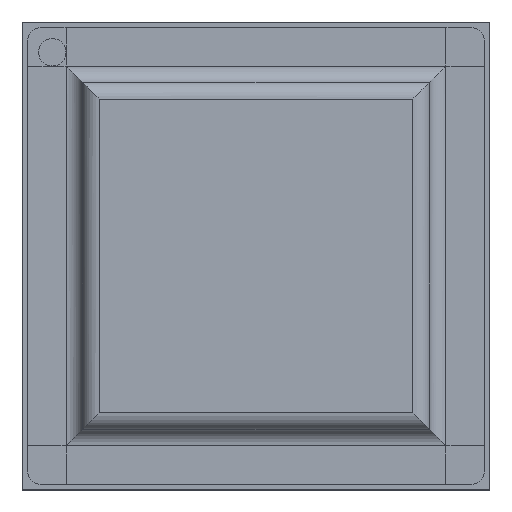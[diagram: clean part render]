
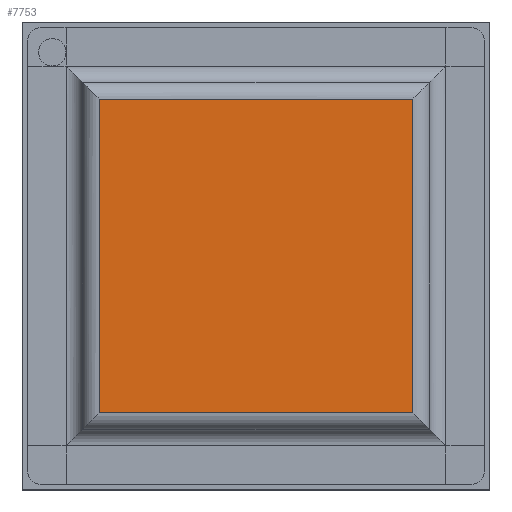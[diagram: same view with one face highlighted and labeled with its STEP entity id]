
A CAD part, top view. The second image highlights one B-rep face of the part: STEP entity #7753.
In plain terms, the highlighted planar face has unit normal (0, 0, 1).
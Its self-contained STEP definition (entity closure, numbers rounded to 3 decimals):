
#7109 = CYLINDRICAL_SURFACE('',#7110,0.623);
#7110 = AXIS2_PLACEMENT_3D('',#7111,#7112,#7113);
#7111 = CARTESIAN_POINT('',(8.3,5.7,0.787));
#7112 = DIRECTION('',(1.,0.,0.));
#7113 = DIRECTION('',(0.,1.,0.));
#7305 = CYLINDRICAL_SURFACE('',#7306,0.623);
#7306 = AXIS2_PLACEMENT_3D('',#7307,#7308,#7309);
#7307 = CARTESIAN_POINT('',(-5.7,-8.3,0.787));
#7308 = DIRECTION('',(0.,-1.,0.));
#7309 = DIRECTION('',(1.,0.,0.));
#7370 = CYLINDRICAL_SURFACE('',#7371,0.623);
#7371 = AXIS2_PLACEMENT_3D('',#7372,#7373,#7374);
#7372 = CARTESIAN_POINT('',(5.7,-8.3,0.787));
#7373 = DIRECTION('',(0.,-1.,0.));
#7374 = DIRECTION('',(1.,0.,0.));
#7388 = VERTEX_POINT('',#7389);
#7389 = CARTESIAN_POINT('',(5.7,5.7,1.41));
#7481 = VERTEX_POINT('',#7482);
#7482 = CARTESIAN_POINT('',(-5.7,5.7,1.41));
#7572 = EDGE_CURVE('',#7388,#7481,#7573,.T.);
#7573 = SURFACE_CURVE('',#7574,(#7578,#7585),.PCURVE_S1.);
#7574 = LINE('',#7575,#7576);
#7575 = CARTESIAN_POINT('',(8.3,5.7,1.41));
#7576 = VECTOR('',#7577,1.);
#7577 = DIRECTION('',(-1.,0.,0.));
#7578 = PCURVE('',#7109,#7579);
#7579 = DEFINITIONAL_REPRESENTATION('',(#7580),#7584);
#7580 = LINE('',#7581,#7582);
#7581 = CARTESIAN_POINT('',(1.571,0.));
#7582 = VECTOR('',#7583,1.);
#7583 = DIRECTION('',(0.,-1.));
#7584 = ( GEOMETRIC_REPRESENTATION_CONTEXT(2) 
PARAMETRIC_REPRESENTATION_CONTEXT() REPRESENTATION_CONTEXT('2D SPACE',''
  ) );
#7585 = PCURVE('',#7586,#7591);
#7586 = PLANE('',#7587);
#7587 = AXIS2_PLACEMENT_3D('',#7588,#7589,#7590);
#7588 = CARTESIAN_POINT('',(-8.3,8.3,1.41));
#7589 = DIRECTION('',(0.,0.,1.));
#7590 = DIRECTION('',(1.,0.,0.));
#7591 = DEFINITIONAL_REPRESENTATION('',(#7592),#7596);
#7592 = LINE('',#7593,#7594);
#7593 = CARTESIAN_POINT('',(16.6,-2.6));
#7594 = VECTOR('',#7595,1.);
#7595 = DIRECTION('',(-1.,0.));
#7596 = ( GEOMETRIC_REPRESENTATION_CONTEXT(2) 
PARAMETRIC_REPRESENTATION_CONTEXT() REPRESENTATION_CONTEXT('2D SPACE',''
  ) );
#7618 = CYLINDRICAL_SURFACE('',#7619,0.623);
#7619 = AXIS2_PLACEMENT_3D('',#7620,#7621,#7622);
#7620 = CARTESIAN_POINT('',(8.3,-5.7,0.787));
#7621 = DIRECTION('',(1.,0.,0.));
#7622 = DIRECTION('',(0.,1.,0.));
#7634 = VERTEX_POINT('',#7635);
#7635 = CARTESIAN_POINT('',(-5.7,-5.7,1.41));
#7669 = EDGE_CURVE('',#7634,#7481,#7670,.T.);
#7670 = SURFACE_CURVE('',#7671,(#7675,#7682),.PCURVE_S1.);
#7671 = LINE('',#7672,#7673);
#7672 = CARTESIAN_POINT('',(-5.7,-8.3,1.41));
#7673 = VECTOR('',#7674,1.);
#7674 = DIRECTION('',(0.,1.,0.));
#7675 = PCURVE('',#7305,#7676);
#7676 = DEFINITIONAL_REPRESENTATION('',(#7677),#7681);
#7677 = LINE('',#7678,#7679);
#7678 = CARTESIAN_POINT('',(1.571,0.));
#7679 = VECTOR('',#7680,1.);
#7680 = DIRECTION('',(0.,-1.));
#7681 = ( GEOMETRIC_REPRESENTATION_CONTEXT(2) 
PARAMETRIC_REPRESENTATION_CONTEXT() REPRESENTATION_CONTEXT('2D SPACE',''
  ) );
#7682 = PCURVE('',#7586,#7683);
#7683 = DEFINITIONAL_REPRESENTATION('',(#7684),#7688);
#7684 = LINE('',#7685,#7686);
#7685 = CARTESIAN_POINT('',(2.6,-16.6));
#7686 = VECTOR('',#7687,1.);
#7687 = DIRECTION('',(0.,1.));
#7688 = ( GEOMETRIC_REPRESENTATION_CONTEXT(2) 
PARAMETRIC_REPRESENTATION_CONTEXT() REPRESENTATION_CONTEXT('2D SPACE',''
  ) );
#7696 = VERTEX_POINT('',#7697);
#7697 = CARTESIAN_POINT('',(5.7,-5.7,1.41));
#7733 = EDGE_CURVE('',#7696,#7388,#7734,.T.);
#7734 = SURFACE_CURVE('',#7735,(#7739,#7746),.PCURVE_S1.);
#7735 = LINE('',#7736,#7737);
#7736 = CARTESIAN_POINT('',(5.7,-8.3,1.41));
#7737 = VECTOR('',#7738,1.);
#7738 = DIRECTION('',(0.,1.,0.));
#7739 = PCURVE('',#7370,#7740);
#7740 = DEFINITIONAL_REPRESENTATION('',(#7741),#7745);
#7741 = LINE('',#7742,#7743);
#7742 = CARTESIAN_POINT('',(1.571,0.));
#7743 = VECTOR('',#7744,1.);
#7744 = DIRECTION('',(0.,-1.));
#7745 = ( GEOMETRIC_REPRESENTATION_CONTEXT(2) 
PARAMETRIC_REPRESENTATION_CONTEXT() REPRESENTATION_CONTEXT('2D SPACE',''
  ) );
#7746 = PCURVE('',#7586,#7747);
#7747 = DEFINITIONAL_REPRESENTATION('',(#7748),#7752);
#7748 = LINE('',#7749,#7750);
#7749 = CARTESIAN_POINT('',(14.,-16.6));
#7750 = VECTOR('',#7751,1.);
#7751 = DIRECTION('',(0.,1.));
#7752 = ( GEOMETRIC_REPRESENTATION_CONTEXT(2) 
PARAMETRIC_REPRESENTATION_CONTEXT() REPRESENTATION_CONTEXT('2D SPACE',''
  ) );
#7753 = ADVANCED_FACE('',(#7754),#7586,.T.);
#7754 = FACE_BOUND('',#7755,.T.);
#7755 = EDGE_LOOP('',(#7756,#7777,#7778,#7779));
#7756 = ORIENTED_EDGE('',*,*,#7757,.F.);
#7757 = EDGE_CURVE('',#7696,#7634,#7758,.T.);
#7758 = SURFACE_CURVE('',#7759,(#7763,#7770),.PCURVE_S1.);
#7759 = LINE('',#7760,#7761);
#7760 = CARTESIAN_POINT('',(8.3,-5.7,1.41));
#7761 = VECTOR('',#7762,1.);
#7762 = DIRECTION('',(-1.,0.,0.));
#7763 = PCURVE('',#7586,#7764);
#7764 = DEFINITIONAL_REPRESENTATION('',(#7765),#7769);
#7765 = LINE('',#7766,#7767);
#7766 = CARTESIAN_POINT('',(16.6,-14.));
#7767 = VECTOR('',#7768,1.);
#7768 = DIRECTION('',(-1.,0.));
#7769 = ( GEOMETRIC_REPRESENTATION_CONTEXT(2) 
PARAMETRIC_REPRESENTATION_CONTEXT() REPRESENTATION_CONTEXT('2D SPACE',''
  ) );
#7770 = PCURVE('',#7618,#7771);
#7771 = DEFINITIONAL_REPRESENTATION('',(#7772),#7776);
#7772 = LINE('',#7773,#7774);
#7773 = CARTESIAN_POINT('',(1.571,0.));
#7774 = VECTOR('',#7775,1.);
#7775 = DIRECTION('',(0.,-1.));
#7776 = ( GEOMETRIC_REPRESENTATION_CONTEXT(2) 
PARAMETRIC_REPRESENTATION_CONTEXT() REPRESENTATION_CONTEXT('2D SPACE',''
  ) );
#7777 = ORIENTED_EDGE('',*,*,#7733,.T.);
#7778 = ORIENTED_EDGE('',*,*,#7572,.T.);
#7779 = ORIENTED_EDGE('',*,*,#7669,.F.);
